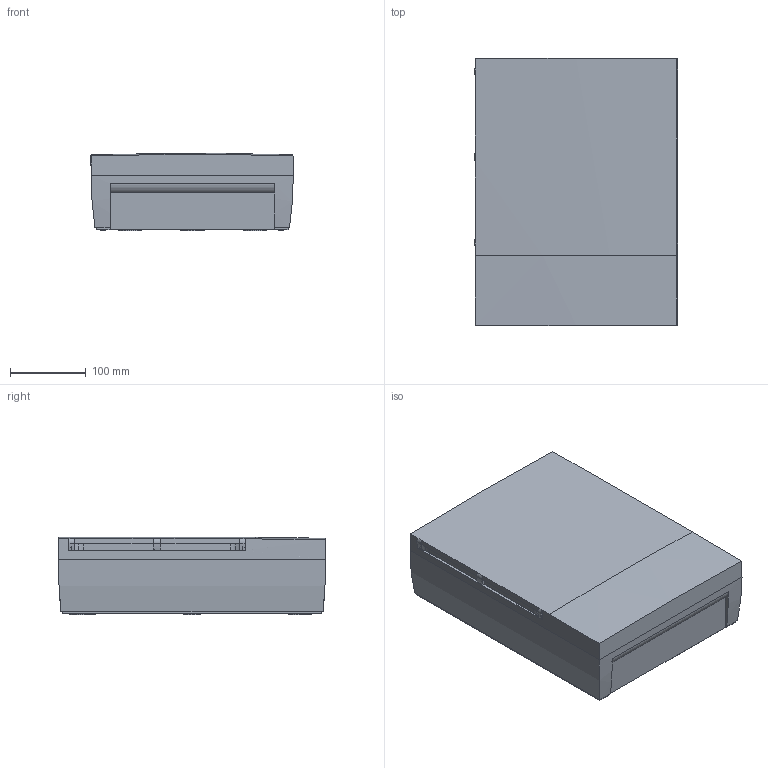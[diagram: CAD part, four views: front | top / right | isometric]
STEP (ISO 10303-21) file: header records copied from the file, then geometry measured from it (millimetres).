
FILE_DESCRIPTION((''),'2;1');
FILE_NAME('SB100327_3D-SIMPLIFIE_SW0001','2011-03-04T',('MCordero'),(''),'PRO/ENGINEER BY PARAMETRIC TECHNOLOGY CORPORATION, 2006170','PRO/ENGINEER BY PARAMETRIC TECHNOLOGY CORPORATION, 2006170','');
FILE_SCHEMA(('CONFIG_CONTROL_DESIGN'));
Length unit declared in the file: millimetre
Products named in the file (1): SB100327_3D-SIMPLIFIE_SW0001
Bounding box: 268.98 x 353 x 102.11 mm (x, y, z)
Volume: 7815021.1 mm3; surface area: 500448 mm2
Topology: 1 solids, 1 shells, 407 faces, 1122 edges, 740 vertices
Faces by surface type: plane 294, cylinder 107, bspline 4, cone 1, extrusion 1
Entity records: 13471 total; most frequent: CARTESIAN_POINT 2948, ORIENTED_EDGE 2244, DIRECTION 2104, EDGE_CURVE 1122, VECTOR 788, LINE 787, VERTEX_POINT 740, AXIS2_PLACEMENT_3D 658
